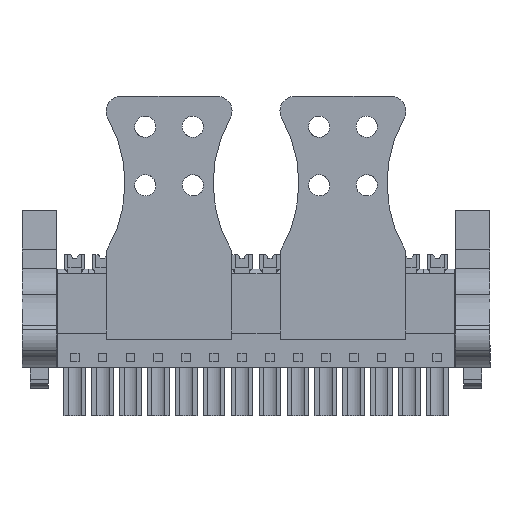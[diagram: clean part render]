
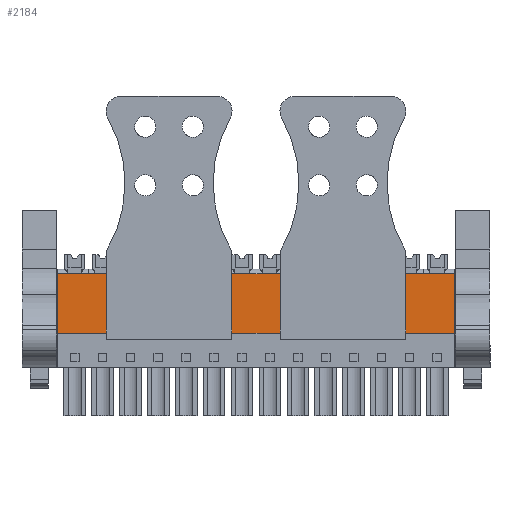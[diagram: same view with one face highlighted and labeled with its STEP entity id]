
A CAD part, front view. The second image highlights one B-rep face of the part: STEP entity #2184.
In plain terms, the highlighted planar face has unit normal (0, -1, 0).
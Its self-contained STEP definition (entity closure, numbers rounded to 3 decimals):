
#2164=AXIS2_PLACEMENT_3D('Plane Axis2P3D',#2161,#2162,#2163) ;
#77=CARTESIAN_POINT('Vertex',(4.9,2.029,11.25)) ;
#80=CARTESIAN_POINT('Line Origine',(4.9,2.029,15.325)) ;
#84=CARTESIAN_POINT('Vertex',(4.9,2.029,19.4)) ;
#2146=CARTESIAN_POINT('Vertex',(59.03,2.029,11.25)) ;
#2149=CARTESIAN_POINT('Line Origine',(31.965,2.029,11.25)) ;
#2161=CARTESIAN_POINT('Axis2P3D Location',(27.66,2.029,19.4)) ;
#2166=CARTESIAN_POINT('Line Origine',(59.03,2.029,15.325)) ;
#2170=CARTESIAN_POINT('Vertex',(59.03,2.029,19.4)) ;
#2173=CARTESIAN_POINT('Line Origine',(31.965,2.029,19.4)) ;
#81=DIRECTION('Vector Direction',(0.,0.,1.)) ;
#2150=DIRECTION('Vector Direction',(1.,0.,0.)) ;
#2162=DIRECTION('Axis2P3D Direction',(0.,-1.,0.)) ;
#2163=DIRECTION('Axis2P3D XDirection',(0.,0.,-1.)) ;
#2167=DIRECTION('Vector Direction',(0.,0.,-1.)) ;
#2174=DIRECTION('Vector Direction',(1.,0.,0.)) ;
#82=VECTOR('Line Direction',#81,1.) ;
#2151=VECTOR('Line Direction',#2150,1.) ;
#2168=VECTOR('Line Direction',#2167,1.) ;
#2175=VECTOR('Line Direction',#2174,1.) ;
#2179=ORIENTED_EDGE('',*,*,#2153,.T.) ;
#2180=ORIENTED_EDGE('',*,*,#2172,.F.) ;
#2181=ORIENTED_EDGE('',*,*,#2177,.F.) ;
#2182=ORIENTED_EDGE('',*,*,#86,.F.) ;
#2184=ADVANCED_FACE('HOUSING',(#2183),#2165,.T.) ;
#86=EDGE_CURVE('',#78,#85,#83,.T.) ;
#2153=EDGE_CURVE('',#78,#2147,#2152,.T.) ;
#2172=EDGE_CURVE('',#2171,#2147,#2169,.T.) ;
#2177=EDGE_CURVE('',#85,#2171,#2176,.T.) ;
#2178=EDGE_LOOP('',(#2179,#2180,#2181,#2182)) ;
#2183=FACE_OUTER_BOUND('',#2178,.T.) ;
#83=LINE('Line',#80,#82) ;
#2152=LINE('Line',#2149,#2151) ;
#2169=LINE('Line',#2166,#2168) ;
#2176=LINE('Line',#2173,#2175) ;
#2165=PLANE('',#2164) ;
#78=VERTEX_POINT('',#77) ;
#85=VERTEX_POINT('',#84) ;
#2147=VERTEX_POINT('',#2146) ;
#2171=VERTEX_POINT('',#2170) ;
